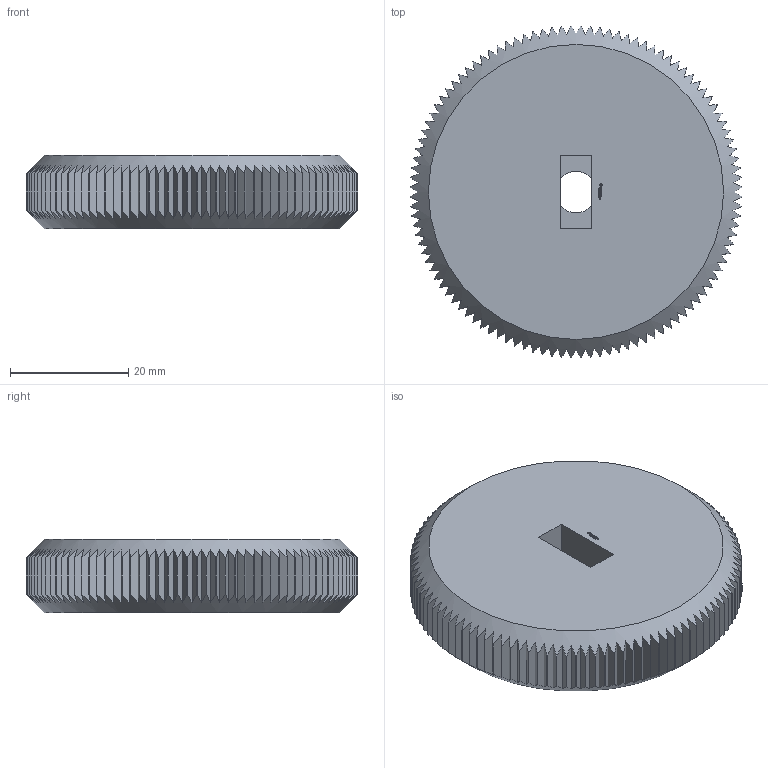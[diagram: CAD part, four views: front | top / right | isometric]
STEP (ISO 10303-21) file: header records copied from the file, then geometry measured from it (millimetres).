
FILE_DESCRIPTION(('FreeCAD Model'),'2;1');
FILE_NAME('Open CASCADE Shape Model','2024-01-03T18:27:01',(''),(''), 'Open CASCADE STEP processor 7.6','FreeCAD','Unknown');
FILE_SCHEMA(('AUTOMOTIVE_DESIGN { 1 0 10303 214 1 1 1 1 }'));
Products named in the file (1): Knob KNR BVD SCR ISR BU01.00x04.50 - SPN-KNB-0013 (stemfie.org)
Bounding box: 56.23 x 56.23 x 12.5 mm (x, y, z)
Volume: 27822 mm3; surface area: 8039.1 mm2
Topology: 1 solids, 1 shells, 824 faces, 2364 edges, 1574 vertices
Faces by surface type: plane 544, extrusion 166, cylinder 110, cone 4
Entity records: 59424 total; most frequent: CARTESIAN_POINT 13343, DIRECTION 8134, VECTOR 5056, LINE 4890, ORIENTED_EDGE 4728, PCURVE 4728, DEFINITIONAL_REPRESENTATION 4728, EDGE_CURVE 2364
